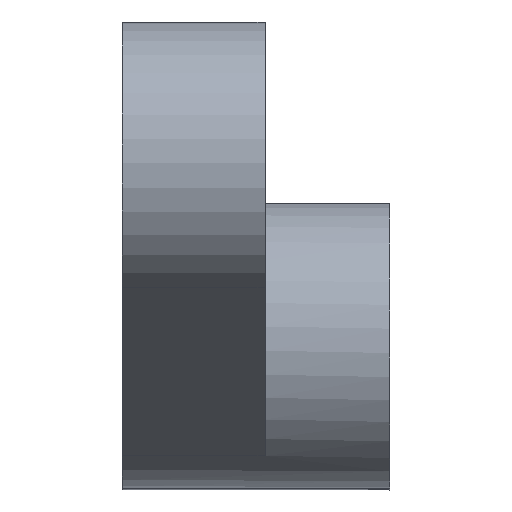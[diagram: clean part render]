
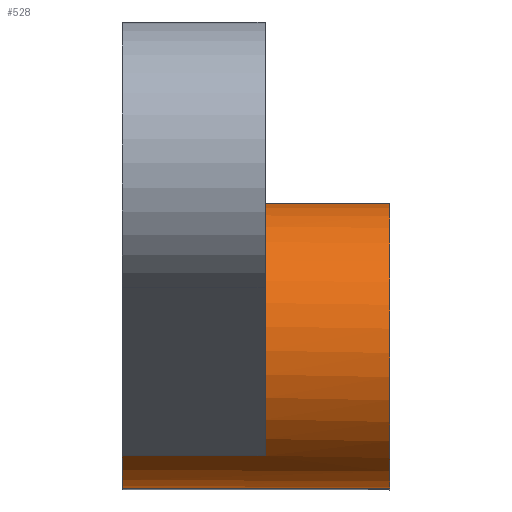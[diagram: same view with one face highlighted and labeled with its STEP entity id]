
A CAD part, top view. The second image highlights one B-rep face of the part: STEP entity #528.
In plain terms, the highlighted cylindrical face has radius 15 mm (diameter 30 mm), a partial arc.
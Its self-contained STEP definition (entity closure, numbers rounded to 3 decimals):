
#229=CARTESIAN_POINT('',(0.,-41.5,129.51));
#230=VERTEX_POINT('',#229);
#237=CARTESIAN_POINT('',(0.,-45.601,152.009));
#238=VERTEX_POINT('',#237);
#239=CARTESIAN_POINT('',(0.,-34.,142.5));
#240=DIRECTION('',(1.,0.,0.));
#241=DIRECTION('',(0.,0.,-1.));
#242=AXIS2_PLACEMENT_3D('',#239,#240,#241);
#243=CIRCLE('',#242,15.);
#244=EDGE_CURVE('',#238,#230,#243,.T.);
#296=CARTESIAN_POINT('',(15.,-45.601,152.009));
#297=VERTEX_POINT('',#296);
#304=CARTESIAN_POINT('',(15.,-19.057,141.199));
#305=VERTEX_POINT('',#304);
#306=CARTESIAN_POINT('',(15.,-34.,142.5));
#307=DIRECTION('',(1.,0.,0.));
#308=DIRECTION('',(0.,0.,-1.));
#309=AXIS2_PLACEMENT_3D('',#306,#307,#308);
#310=CIRCLE('',#309,15.);
#311=EDGE_CURVE('',#305,#297,#310,.T.);
#431=CARTESIAN_POINT('',(28.1,-19.057,141.199));
#432=VERTEX_POINT('',#431);
#441=CARTESIAN_POINT('',(28.1,-41.5,129.51));
#442=VERTEX_POINT('',#441);
#443=CARTESIAN_POINT('',(28.1,-34.,142.5));
#444=DIRECTION('',(1.,0.,0.));
#445=DIRECTION('',(0.,0.,-1.));
#446=AXIS2_PLACEMENT_3D('',#443,#444,#445);
#447=CIRCLE('',#446,15.);
#448=EDGE_CURVE('',#432,#442,#447,.T.);
#489=CARTESIAN_POINT('',(0.,-41.5,129.51));
#490=DIRECTION('',(1.,0.,-0.));
#491=VECTOR('',#490,28.1);
#492=LINE('',#489,#491);
#493=EDGE_CURVE('',#230,#442,#492,.T.);
#505=CARTESIAN_POINT('',(0.,-34.,142.5));
#506=DIRECTION('',(1.,0.,0.));
#507=DIRECTION('',(0.,0.,-1.));
#508=AXIS2_PLACEMENT_3D('',#505,#506,#507);
#509=CYLINDRICAL_SURFACE('',#508,15.);
#510=ORIENTED_EDGE('',*,*,#448,.F.);
#511=CARTESIAN_POINT('',(15.,-19.057,141.199));
#512=DIRECTION('',(1.,0.,-0.));
#513=VECTOR('',#512,13.1);
#514=LINE('',#511,#513);
#515=EDGE_CURVE('',#305,#432,#514,.T.);
#516=ORIENTED_EDGE('',*,*,#515,.F.);
#517=ORIENTED_EDGE('',*,*,#311,.T.);
#518=CARTESIAN_POINT('',(0.,-45.601,152.009));
#519=DIRECTION('',(1.,0.,-0.));
#520=VECTOR('',#519,15.);
#521=LINE('',#518,#520);
#522=EDGE_CURVE('',#238,#297,#521,.T.);
#523=ORIENTED_EDGE('',*,*,#522,.F.);
#524=ORIENTED_EDGE('',*,*,#244,.T.);
#525=ORIENTED_EDGE('',*,*,#493,.T.);
#526=EDGE_LOOP('',(#510,#516,#517,#523,#524,#525));
#527=FACE_BOUND('',#526,.T.);
#528=ADVANCED_FACE('',(#527),#509,.T.);
